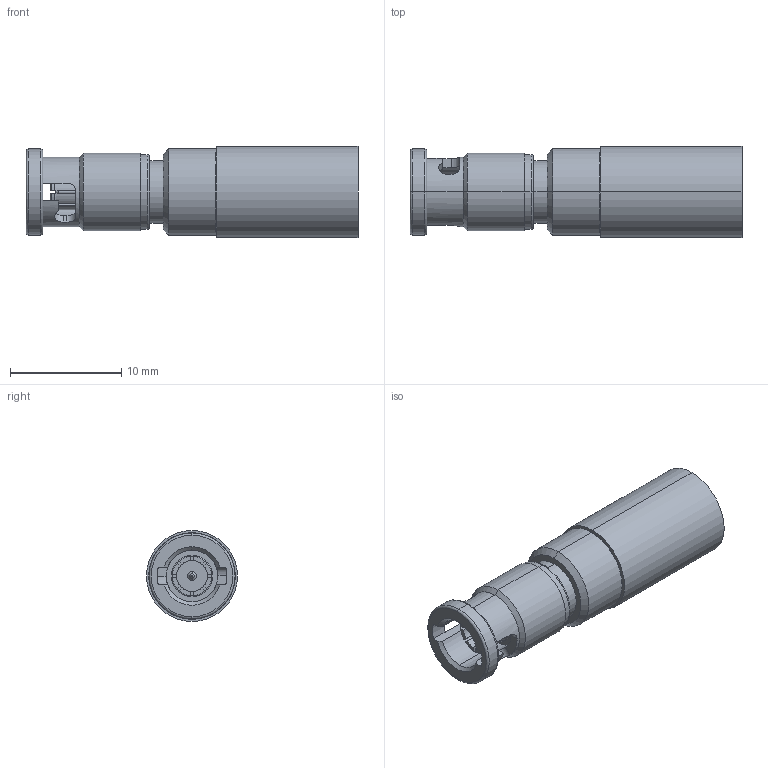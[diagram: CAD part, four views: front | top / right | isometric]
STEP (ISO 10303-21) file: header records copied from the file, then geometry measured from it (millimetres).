
FILE_DESCRIPTION (( 'STEP AP203' ), '1' );
FILE_NAME ('OBMS11G006-A704.STEP', '2025-03-10T02:49:39', ( '' ), ( '' ), 'SwSTEP 2.0', 'SolidWorks 2022', '' );
FILE_SCHEMA (( 'CONFIG_CONTROL_DESIGN' ));
Length unit declared in the file: millimetre
Products named in the file (1): OBMS11G006-A704
Bounding box: 29.9 x 8.2 x 8.2 mm (x, y, z)
Volume: 1183.1 mm3; surface area: 1062.7 mm2
Topology: 1 solids, 2 shells, 170 faces, 452 edges, 293 vertices
Faces by surface type: plane 65, cylinder 58, cone 25, torus 22
Entity records: 6000 total; most frequent: CARTESIAN_POINT 1632, DIRECTION 919, ORIENTED_EDGE 904, EDGE_CURVE 452, AXIS2_PLACEMENT_3D 360, VERTEX_POINT 293, LINE 199, VECTOR 199
